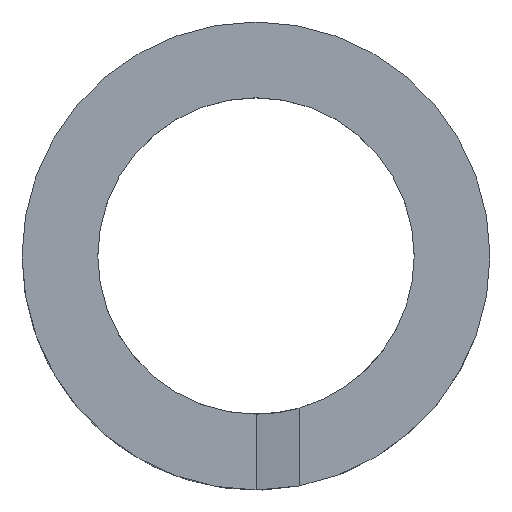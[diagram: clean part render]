
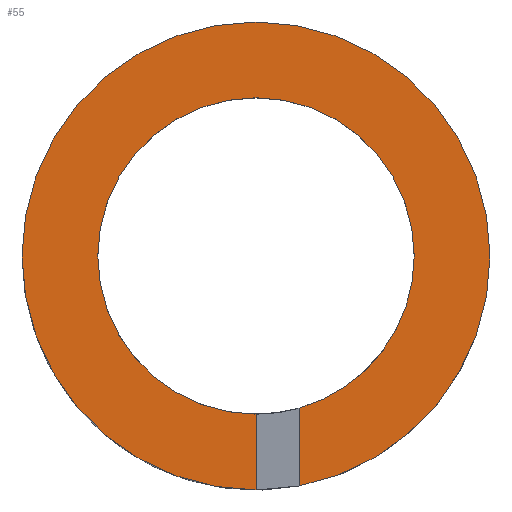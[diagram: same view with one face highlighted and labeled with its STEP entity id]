
A CAD part, top view. The second image highlights one B-rep face of the part: STEP entity #55.
In plain terms, the highlighted planar face has unit normal (0, 0, 1).
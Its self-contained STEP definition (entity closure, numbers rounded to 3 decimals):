
#5 = EDGE_CURVE ( 'NONE', #118, #18, #266, .T. ) ;
#15 = EDGE_CURVE ( 'NONE', #18, #19, #148, .T. ) ;
#18 = VERTEX_POINT ( 'NONE', #249 ) ;
#19 = VERTEX_POINT ( 'NONE', #248 ) ;
#32 = EDGE_CURVE ( 'NONE', #70, #111, #241, .T. ) ;
#40 = ORIENTED_EDGE ( 'NONE', *, *, #41, .F. ) ;
#41 = EDGE_CURVE ( 'NONE', #43, #118, #231, .T. ) ;
#42 = EDGE_CURVE ( 'NONE', #83, #43, #226, .T. ) ;
#43 = VERTEX_POINT ( 'NONE', #222 ) ;
#44 = ORIENTED_EDGE ( 'NONE', *, *, #82, .T. ) ;
#45 = ORIENTED_EDGE ( 'NONE', *, *, #86, .T. ) ;
#49 = ORIENTED_EDGE ( 'NONE', *, *, #15, .F. ) ;
#50 = ORIENTED_EDGE ( 'NONE', *, *, #5, .F. ) ;
#54 = ORIENTED_EDGE ( 'NONE', *, *, #57, .T. ) ;
#55 = ADVANCED_FACE ( 'NONE', ( #218 ), #214, .T. ) ;
#56 = EDGE_LOOP ( 'NONE', ( #61, #44, #63, #45, #54, #49, #50, #40 ) ) ;
#57 = EDGE_CURVE ( 'NONE', #79, #19, #209, .T. ) ;
#61 = ORIENTED_EDGE ( 'NONE', *, *, #42, .F. ) ;
#63 = ORIENTED_EDGE ( 'NONE', *, *, #32, .T. ) ;
#70 = VERTEX_POINT ( 'NONE', #282 ) ;
#79 = VERTEX_POINT ( 'NONE', #170 ) ;
#82 = EDGE_CURVE ( 'NONE', #83, #70, #168, .T. ) ;
#83 = VERTEX_POINT ( 'NONE', #169 ) ;
#86 = EDGE_CURVE ( 'NONE', #111, #79, #197, .T. ) ;
#111 = VERTEX_POINT ( 'NONE', #303 ) ;
#118 = VERTEX_POINT ( 'NONE', #305 ) ;
#145 = DIRECTION ( 'NONE',  ( 0., 0., 1. ) ) ;
#146 = CARTESIAN_POINT ( 'NONE',  ( 0., 0., 0. ) ) ;
#147 = AXIS2_PLACEMENT_3D ( 'NONE', #146, #145, #251 ) ;
#148 = CIRCLE ( 'NONE', #147, 3.34 ) ;
#164 = DIRECTION ( 'NONE',  ( 1., 0., 0. ) ) ;
#165 = DIRECTION ( 'NONE',  ( 0., 0., 1. ) ) ;
#166 = CARTESIAN_POINT ( 'NONE',  ( 0., 0., 0. ) ) ;
#167 = AXIS2_PLACEMENT_3D ( 'NONE', #166, #165, #164 ) ;
#168 = CIRCLE ( 'NONE', #167, 4.94 ) ;
#169 = CARTESIAN_POINT ( 'NONE',  ( 0.924, -4.853, 0. ) ) ;
#170 = CARTESIAN_POINT ( 'NONE',  ( 0., -4.94, 0. ) ) ;
#193 = DIRECTION ( 'NONE',  ( 1., 0., 0. ) ) ;
#194 = DIRECTION ( 'NONE',  ( 0., 0., 1. ) ) ;
#195 = CARTESIAN_POINT ( 'NONE',  ( 0., 0., 0. ) ) ;
#196 = AXIS2_PLACEMENT_3D ( 'NONE', #195, #194, #193 ) ;
#197 = CIRCLE ( 'NONE', #196, 4.94 ) ;
#206 = DIRECTION ( 'NONE',  ( 0., 1., 0. ) ) ;
#207 = VECTOR ( 'NONE', #206, 1000. ) ;
#208 = CARTESIAN_POINT ( 'NONE',  ( 0., -4.94, 0. ) ) ;
#209 = LINE ( 'NONE', #208, #207 ) ;
#210 = DIRECTION ( 'NONE',  ( 1., 0., 0. ) ) ;
#211 = DIRECTION ( 'NONE',  ( 0., 0., 1. ) ) ;
#212 = CARTESIAN_POINT ( 'NONE',  ( 0., 0., 0. ) ) ;
#213 = AXIS2_PLACEMENT_3D ( 'NONE', #212, #211, #210 ) ;
#214 = PLANE ( 'NONE',  #213 ) ;
#218 = FACE_OUTER_BOUND ( 'NONE', #56, .T. ) ;
#222 = CARTESIAN_POINT ( 'NONE',  ( 0.924, -3.21, 0. ) ) ;
#223 = DIRECTION ( 'NONE',  ( 0., 1., 0. ) ) ;
#224 = VECTOR ( 'NONE', #223, 1000. ) ;
#225 = CARTESIAN_POINT ( 'NONE',  ( 0.924, -4.94, 0. ) ) ;
#226 = LINE ( 'NONE', #225, #224 ) ;
#227 = DIRECTION ( 'NONE',  ( 1., 0., 0. ) ) ;
#228 = DIRECTION ( 'NONE',  ( 0., 0., 1. ) ) ;
#229 = CARTESIAN_POINT ( 'NONE',  ( 0., 0., 0. ) ) ;
#230 = AXIS2_PLACEMENT_3D ( 'NONE', #229, #228, #227 ) ;
#231 = CIRCLE ( 'NONE', #230, 3.34 ) ;
#237 = DIRECTION ( 'NONE',  ( 1., 0., 0. ) ) ;
#238 = DIRECTION ( 'NONE',  ( 0., 0., 1. ) ) ;
#239 = CARTESIAN_POINT ( 'NONE',  ( 0., 0., 0. ) ) ;
#240 = AXIS2_PLACEMENT_3D ( 'NONE', #239, #238, #237 ) ;
#241 = CIRCLE ( 'NONE', #240, 4.94 ) ;
#248 = CARTESIAN_POINT ( 'NONE',  ( 0., -3.34, 0. ) ) ;
#249 = CARTESIAN_POINT ( 'NONE',  ( -3.34, 0., 0. ) ) ;
#251 = DIRECTION ( 'NONE',  ( 1., 0., 0. ) ) ;
#263 = DIRECTION ( 'NONE',  ( 1., 0., 0. ) ) ;
#264 = DIRECTION ( 'NONE',  ( 0., 0., 1. ) ) ;
#265 = AXIS2_PLACEMENT_3D ( 'NONE', #270, #264, #263 ) ;
#266 = CIRCLE ( 'NONE', #265, 3.34 ) ;
#270 = CARTESIAN_POINT ( 'NONE',  ( 0., 0., 0. ) ) ;
#282 = CARTESIAN_POINT ( 'NONE',  ( 4.94, 0., 0. ) ) ;
#303 = CARTESIAN_POINT ( 'NONE',  ( -4.94, 0., 0. ) ) ;
#305 = CARTESIAN_POINT ( 'NONE',  ( 3.34, 0., 0. ) ) ;
